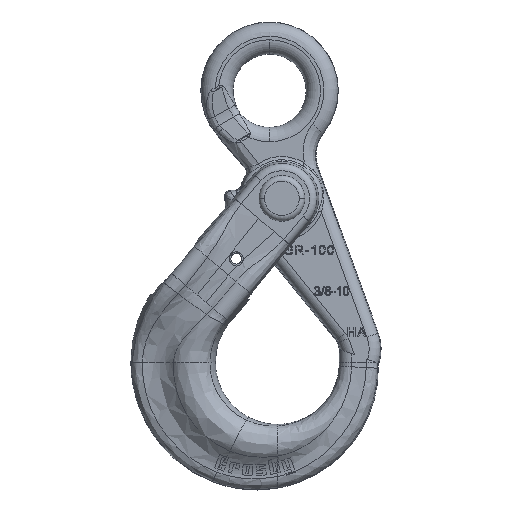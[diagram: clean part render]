
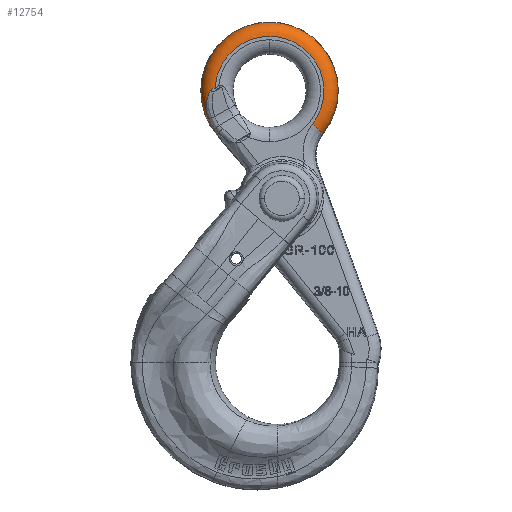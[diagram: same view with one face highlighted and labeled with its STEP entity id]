
A CAD part, top view. The second image highlights one B-rep face of the part: STEP entity #12754.
In plain terms, the highlighted toroidal (fillet/blend) face has major radius 24.518 mm and minor radius 6.35 mm.
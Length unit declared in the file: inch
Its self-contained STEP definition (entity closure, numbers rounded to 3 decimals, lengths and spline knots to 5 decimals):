
#1967=CARTESIAN_POINT('',(-1.11076,4.11905,
0.09786));
#1968=CARTESIAN_POINT('',(-1.10401,4.11188,
0.10105));
#1969=CARTESIAN_POINT('',(-1.09028,4.09785,0.10737));
#1970=CARTESIAN_POINT('',(-1.06902,4.07779,
0.11674));
#1971=CARTESIAN_POINT('',(-1.05443,4.06509,
0.1229));
#1972=CARTESIAN_POINT('',(-1.04705,4.0589,
0.12594));
#1974=CARTESIAN_POINT('',(-0.14,4.82,0.04841));
#1975=DIRECTION('',(0.,0.,-1.));
#1976=DIRECTION('',(-0.766,-0.643,0.));
#1977=AXIS2_PLACEMENT_3D('',#1974,#1975,#1976);
#1979=CARTESIAN_POINT('',(-0.14,4.82,0.04841));
#1980=DIRECTION('',(0.,0.,-1.));
#1981=DIRECTION('',(-0.785,0.619,0.));
#1982=AXIS2_PLACEMENT_3D('',#1979,#1980,#1981);
#1984=CARTESIAN_POINT('',(-0.14,4.82,0.04841));
#1985=DIRECTION('',(0.,0.,-1.));
#1986=DIRECTION('',(0.,1.,0.));
#1987=AXIS2_PLACEMENT_3D('',#1984,#1985,#1986);
#1989=CARTESIAN_POINT('',(-1.10379,4.87332,
0.255));
#1990=CARTESIAN_POINT('',(-1.11403,4.87077,
0.255));
#1991=CARTESIAN_POINT('',(-1.1341,4.8634,
0.25389));
#1992=CARTESIAN_POINT('',(-1.16572,4.84272,
0.24808));
#1993=CARTESIAN_POINT('',(-1.18031,4.82655,
0.24357));
#1994=CARTESIAN_POINT('',(-1.1866,4.81759,
0.2414));
#1996=CARTESIAN_POINT('',(-1.1866,4.81759,
0.2414));
#1997=CARTESIAN_POINT('',(-1.19323,4.80825,
0.23911));
#1998=CARTESIAN_POINT('',(-1.20602,4.78753,
0.23398));
#1999=CARTESIAN_POINT('',(-1.22368,4.75082,
0.22447));
#2000=CARTESIAN_POINT('',(-1.23933,4.70764,
0.21288));
#2001=CARTESIAN_POINT('',(-1.25212,4.65745,
0.19901));
#2002=CARTESIAN_POINT('',(-1.26094,4.59988,
0.18256));
#2003=CARTESIAN_POINT('',(-1.26427,4.53651,
0.16383));
#2004=CARTESIAN_POINT('',(-1.26115,4.46916,
0.14322));
#2005=CARTESIAN_POINT('',(-1.25094,4.3995,
0.12108));
#2006=CARTESIAN_POINT('',(-1.2394,4.35299,
0.1057));
#2007=CARTESIAN_POINT('',(-1.23242,4.32977,
0.09786));
#2009=CARTESIAN_POINT('',(-1.23242,4.32977,
0.09786));
#2010=CARTESIAN_POINT('',(-1.22666,4.31059,
0.09137));
#2011=CARTESIAN_POINT('',(-1.21234,4.27279,
0.0814));
#2012=CARTESIAN_POINT('',(-1.18395,4.21728,
0.07618));
#2013=CARTESIAN_POINT('',(-1.15007,4.16493,
0.0814));
#2014=CARTESIAN_POINT('',(-1.12449,4.13364,
0.09137));
#2015=CARTESIAN_POINT('',(-1.11076,4.11905,
0.09786));
#2047=CARTESIAN_POINT('',(-0.14,4.82,0.255));
#2048=DIRECTION('',(0.,0.,-1.));
#2049=DIRECTION('',(-0.998,0.055,0.));
#2050=AXIS2_PLACEMENT_3D('',#2047,#2048,#2049);
#2052=CARTESIAN_POINT('',(-0.14,4.82,0.255));
#2053=DIRECTION('',(0.,0.,-1.));
#2054=DIRECTION('',(-0.785,0.619,0.));
#2055=AXIS2_PLACEMENT_3D('',#2052,#2053,#2054);
#2057=CARTESIAN_POINT('',(0.61803,4.2224,
0.255));
#2099=CARTESIAN_POINT('',(0.61803,4.2224,0.005));
#2100=DIRECTION('',(0.619,0.785,0.));
#2101=DIRECTION('',(0.,0.,1.));
#2102=AXIS2_PLACEMENT_3D('',#2099,#2100,#2101);
#2605=CARTESIAN_POINT('',(-0.87943,4.19954,0.005));
#2606=DIRECTION('',(-0.643,0.766,0.));
#2607=DIRECTION('',(-0.754,-0.633,0.174));
#2608=AXIS2_PLACEMENT_3D('',#2605,#2606,#2607);
#10204=VERTEX_POINT('',#2057);
#10205=CARTESIAN_POINT('',(0.81137,4.06998,
0.04841));
#10206=VERTEX_POINT('',#10205);
#10207=CARTESIAN_POINT('',(-0.89803,5.4176,0.255));
#10208=VERTEX_POINT('',#10207);
#10209=CARTESIAN_POINT('',(-1.10379,4.87332,0.255));
#10210=VERTEX_POINT('',#10209);
#10220=VERTEX_POINT('',#1967);
#10221=VERTEX_POINT('',#1972);
#10222=CARTESIAN_POINT('',(-1.06804,4.04129,
0.04841));
#10223=VERTEX_POINT('',#10222);
#10224=CARTESIAN_POINT('',(-0.14,6.03146,0.04841));
#10225=VERTEX_POINT('',#10224);
#10226=CARTESIAN_POINT('',(-1.09137,5.57002,
0.04841));
#10227=VERTEX_POINT('',#10226);
#10228=VERTEX_POINT('',#1994);
#10229=VERTEX_POINT('',#2007);
#12728=CARTESIAN_POINT('',(-0.14,4.82,0.005));
#12729=DIRECTION('',(0.,0.,1.));
#12730=DIRECTION('',(0.785,-0.619,0.));
#12731=AXIS2_PLACEMENT_3D('',#12728,#12729,#12730);
#12732=TOROIDAL_SURFACE('',#12731,0.96526,0.25);
#12734=ORIENTED_EDGE('',*,*,#12733,.T.);
#12736=ORIENTED_EDGE('',*,*,#12735,.F.);
#12737=ORIENTED_EDGE('',*,*,#12716,.T.);
#12738=ORIENTED_EDGE('',*,*,#12714,.T.);
#12739=ORIENTED_EDGE('',*,*,#12712,.T.);
#12741=ORIENTED_EDGE('',*,*,#12740,.F.);
#12743=ORIENTED_EDGE('',*,*,#12742,.F.);
#12745=ORIENTED_EDGE('',*,*,#12744,.F.);
#12747=ORIENTED_EDGE('',*,*,#12746,.T.);
#12749=ORIENTED_EDGE('',*,*,#12748,.T.);
#12751=ORIENTED_EDGE('',*,*,#12750,.T.);
#12752=EDGE_LOOP('',(#12734,#12736,#12737,#12738,#12739,#12741,#12743,#12745,
#12747,#12749,#12751));
#12753=FACE_OUTER_BOUND('',#12752,.F.);
#12754=ADVANCED_FACE('',(#12753),#12732,.T.);
#1973=B_SPLINE_CURVE_WITH_KNOTS('',3,(#1967,#1968,#1969,#1970,#1971,#1972),
.UNSPECIFIED.,.F.,.F.,(4,1,1,4),(0.,0.33333,0.66667,1.),
.UNSPECIFIED.);
#1978=CIRCLE('',#1977,1.21146);
#1983=CIRCLE('',#1982,1.21146);
#1988=CIRCLE('',#1987,1.21146);
#1995=B_SPLINE_CURVE_WITH_KNOTS('',3,(#1989,#1990,#1991,#1992,#1993,#1994),
.UNSPECIFIED.,.F.,.F.,(4,1,1,4),(0.,0.33333,0.66667,1.),
.UNSPECIFIED.);
#2008=B_SPLINE_CURVE_WITH_KNOTS('',3,(#1996,#1997,#1998,#1999,#2000,#2001,#2002,
#2003,#2004,#2005,#2006,#2007),.UNSPECIFIED.,.F.,.F.,(4,1,1,1,1,1,1,1,1,4),
(0.,0.11111,0.22222,0.33333,0.44444,
0.55556,0.66667,0.77778,0.88889,1.),
.UNSPECIFIED.);
#2016=B_SPLINE_CURVE_WITH_KNOTS('',3,(#2009,#2010,#2011,#2012,#2013,#2014,
#2015),.UNSPECIFIED.,.F.,.F.,(4,1,1,1,4),(0.,0.25,0.5,0.75,1.),
.UNSPECIFIED.);
#2051=CIRCLE('',#2050,0.96526);
#2056=CIRCLE('',#2055,0.96526);
#2103=CIRCLE('',#2102,0.25);
#2609=CIRCLE('',#2608,0.25);
#12712=EDGE_CURVE('',#10225,#10206,#1988,.T.);
#12714=EDGE_CURVE('',#10227,#10225,#1983,.T.);
#12716=EDGE_CURVE('',#10223,#10227,#1978,.T.);
#12733=EDGE_CURVE('',#10220,#10221,#1973,.T.);
#12735=EDGE_CURVE('',#10223,#10221,#2609,.T.);
#12740=EDGE_CURVE('',#10204,#10206,#2103,.T.);
#12742=EDGE_CURVE('',#10208,#10204,#2056,.T.);
#12744=EDGE_CURVE('',#10210,#10208,#2051,.T.);
#12746=EDGE_CURVE('',#10210,#10228,#1995,.T.);
#12748=EDGE_CURVE('',#10228,#10229,#2008,.T.);
#12750=EDGE_CURVE('',#10229,#10220,#2016,.T.);
